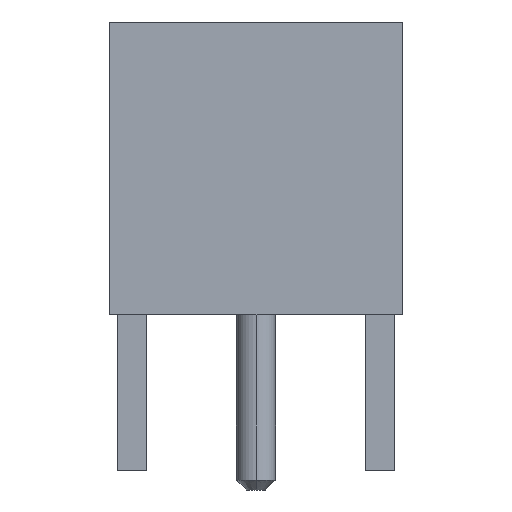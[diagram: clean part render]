
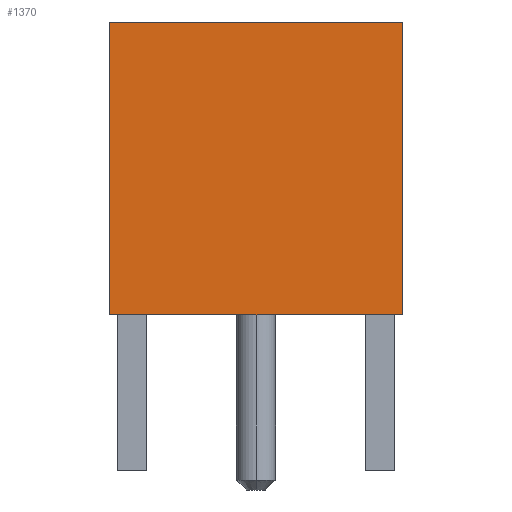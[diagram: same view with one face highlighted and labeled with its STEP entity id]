
A CAD part, left-side view. The second image highlights one B-rep face of the part: STEP entity #1370.
In plain terms, the highlighted planar face has unit normal (-1, 0, 0).
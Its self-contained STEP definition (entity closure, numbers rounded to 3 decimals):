
#1252=CARTESIAN_POINT('',(-3.0,3.,6.85));
#1253=VERTEX_POINT('',#1252);
#1270=CARTESIAN_POINT('',(-3.0,3.,0.85));
#1271=VERTEX_POINT('',#1270);
#1278=CARTESIAN_POINT('',(-3.0,3.,0.85));
#1279=DIRECTION('',(0.0,0.0,1.0));
#1280=VECTOR('',#1279,6.0);
#1281=LINE('',#1278,#1280);
#1282=EDGE_CURVE('',#1271,#1253,#1281,.T.);
#1323=CARTESIAN_POINT('',(-3.0,-3.,6.85));
#1324=VERTEX_POINT('',#1323);
#1331=CARTESIAN_POINT('',(-3.0,-3.,0.85));
#1332=VERTEX_POINT('',#1331);
#1333=CARTESIAN_POINT('',(-3.0,-3.,0.85));
#1334=DIRECTION('',(0.0,0.0,1.0));
#1335=VECTOR('',#1334,6.0);
#1336=LINE('',#1333,#1335);
#1337=EDGE_CURVE('',#1332,#1324,#1336,.T.);
#1349=CARTESIAN_POINT('',(-3.0,-3.,0.85));
#1350=DIRECTION('',(-1.0,0.0,0.0));
#1351=DIRECTION('',(0.0,0.0,1.0));
#1352=AXIS2_PLACEMENT_3D('',#1349,#1350,#1351);
#1353=PLANE('',#1352);
#1354=CARTESIAN_POINT('',(-3.0,-3.,6.85));
#1355=DIRECTION('',(0.0,1.0,0.0));
#1356=VECTOR('',#1355,6.);
#1357=LINE('',#1354,#1356);
#1358=EDGE_CURVE('',#1324,#1253,#1357,.T.);
#1359=ORIENTED_EDGE('',*,*,#1358,.T.);
#1360=ORIENTED_EDGE('',*,*,#1282,.F.);
#1361=CARTESIAN_POINT('',(-3.0,-3.,0.85));
#1362=DIRECTION('',(0.0,1.0,0.0));
#1363=VECTOR('',#1362,6.);
#1364=LINE('',#1361,#1363);
#1365=EDGE_CURVE('',#1332,#1271,#1364,.T.);
#1366=ORIENTED_EDGE('',*,*,#1365,.F.);
#1367=ORIENTED_EDGE('',*,*,#1337,.T.);
#1368=EDGE_LOOP('',(#1359,#1360,#1366,#1367));
#1369=FACE_OUTER_BOUND('',#1368,.T.);
#1370=ADVANCED_FACE('',(#1369),#1353,.T.);
